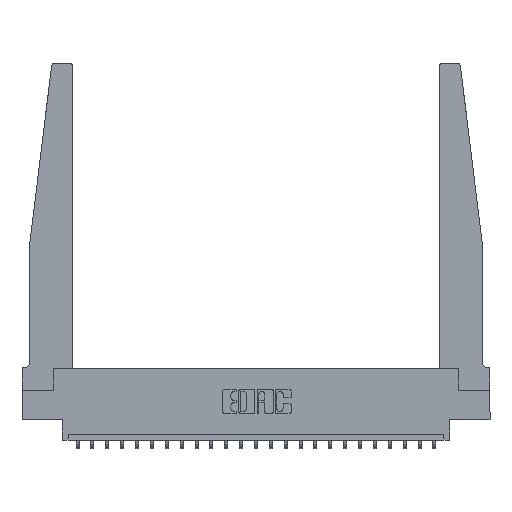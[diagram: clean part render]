
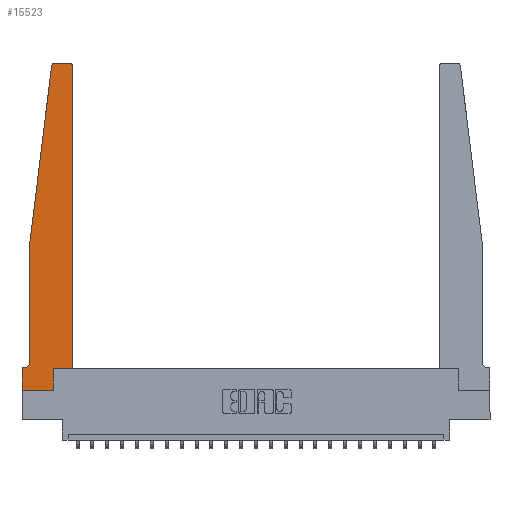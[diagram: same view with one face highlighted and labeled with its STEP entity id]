
A CAD part, top view. The second image highlights one B-rep face of the part: STEP entity #15523.
In plain terms, the highlighted planar face has unit normal (0, 0, 1).
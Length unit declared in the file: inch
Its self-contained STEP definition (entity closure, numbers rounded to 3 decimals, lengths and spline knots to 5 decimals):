
#209 = ORIENTED_EDGE ( 'NONE', *, *, #22268, .T. ) ;
#703 = VECTOR ( 'NONE', #7361, 39.37008 ) ;
#795 = DIRECTION ( 'NONE',  ( 1., 0., 0. ) ) ;
#814 = VERTEX_POINT ( 'NONE', #15714 ) ;
#989 = ORIENTED_EDGE ( 'NONE', *, *, #10252, .T. ) ;
#1208 = EDGE_CURVE ( 'NONE', #20164, #19044, #13821, .T. ) ;
#1217 = VERTEX_POINT ( 'NONE', #20988 ) ;
#1440 = LINE ( 'NONE', #8605, #13926 ) ;
#1599 = VECTOR ( 'NONE', #7575, 39.37008 ) ;
#1744 = VERTEX_POINT ( 'NONE', #16238 ) ;
#1811 = CARTESIAN_POINT ( 'NONE',  ( 0.425, 0.18, 0.37 ) ) ;
#2519 = ORIENTED_EDGE ( 'NONE', *, *, #4400, .T. ) ;
#2595 = VECTOR ( 'NONE', #4796, 39.37008 ) ;
#2766 = CARTESIAN_POINT ( 'NONE',  ( 0., 0.1875, 0.37 ) ) ;
#2925 = ORIENTED_EDGE ( 'NONE', *, *, #19367, .T. ) ;
#3164 = VERTEX_POINT ( 'NONE', #7984 ) ;
#3247 = VERTEX_POINT ( 'NONE', #22179 ) ;
#3324 = LINE ( 'NONE', #12477, #22300 ) ;
#3456 = AXIS2_PLACEMENT_3D ( 'NONE', #3566, #7086, #14121 ) ;
#3566 = CARTESIAN_POINT ( 'NONE',  ( 0.015, 0.2375, 0.37 ) ) ;
#3570 = CARTESIAN_POINT ( 'NONE',  ( 0.065, 1.25, 0.37 ) ) ;
#3704 = LINE ( 'NONE', #12862, #9905 ) ;
#3740 = ORIENTED_EDGE ( 'NONE', *, *, #16462, .T. ) ;
#4103 = CARTESIAN_POINT ( 'NONE',  ( 0.27653, 2.72, 0.37 ) ) ;
#4259 = VECTOR ( 'NONE', #15873, 39.37008 ) ;
#4400 = EDGE_CURVE ( 'NONE', #9029, #15134, #3324, .T. ) ;
#4796 = DIRECTION ( 'NONE',  ( 1., 0., 0. ) ) ;
#5067 = DIRECTION ( 'NONE',  ( 0., -1., 0. ) ) ;
#5586 = CARTESIAN_POINT ( 'NONE',  ( 0., 0., 0.37 ) ) ;
#5988 = CARTESIAN_POINT ( 'NONE',  ( 0.425, 2.72, 0.37 ) ) ;
#6793 = CARTESIAN_POINT ( 'NONE',  ( 0.425, 0.18, 0.37 ) ) ;
#7077 = DIRECTION ( 'NONE',  ( -1., 0., 0. ) ) ;
#7086 = DIRECTION ( 'NONE',  ( 0., 0., -1. ) ) ;
#7271 = CARTESIAN_POINT ( 'NONE',  ( 0.065, 0.2375, 0.37 ) ) ;
#7361 = DIRECTION ( 'NONE',  ( -1., 0., 0. ) ) ;
#7448 = CIRCLE ( 'NONE', #21700, 0.03 ) ;
#7552 = FACE_OUTER_BOUND ( 'NONE', #9442, .T. ) ;
#7575 = DIRECTION ( 'NONE',  ( 0., 1., 0. ) ) ;
#7984 = CARTESIAN_POINT ( 'NONE',  ( 0.065, 1.25, 0.37 ) ) ;
#8605 = CARTESIAN_POINT ( 'NONE',  ( 0., 0., 0.37 ) ) ;
#8985 = DIRECTION ( 'NONE',  ( 1., 0., 0. ) ) ;
#9029 = VERTEX_POINT ( 'NONE', #9362 ) ;
#9362 = CARTESIAN_POINT ( 'NONE',  ( 0.395, 2.75, 0.37 ) ) ;
#9442 = EDGE_LOOP ( 'NONE', ( #2519, #11817, #3740, #209, #21169, #19962, #2925, #15843, #19787, #12753, #11473, #989 ) ) ;
#9840 = VERTEX_POINT ( 'NONE', #7271 ) ;
#9905 = VECTOR ( 'NONE', #19779, 39.37008 ) ;
#10077 = CIRCLE ( 'NONE', #12300, 0.03 ) ;
#10131 = LINE ( 'NONE', #17147, #15872 ) ;
#10252 = EDGE_CURVE ( 'NONE', #21323, #9029, #10077, .T. ) ;
#10372 = VERTEX_POINT ( 'NONE', #2766 ) ;
#11227 = EDGE_CURVE ( 'NONE', #15134, #814, #7448, .T. ) ;
#11473 = ORIENTED_EDGE ( 'NONE', *, *, #20384, .T. ) ;
#11494 = EDGE_CURVE ( 'NONE', #3247, #10372, #23090, .T. ) ;
#11817 = ORIENTED_EDGE ( 'NONE', *, *, #11227, .T. ) ;
#12300 = AXIS2_PLACEMENT_3D ( 'NONE', #16511, #13346, #22030 ) ;
#12477 = CARTESIAN_POINT ( 'NONE',  ( 0.25, 2.75, 0.37 ) ) ;
#12753 = ORIENTED_EDGE ( 'NONE', *, *, #1208, .T. ) ;
#12862 = CARTESIAN_POINT ( 'NONE',  ( 0.2605, 0.18, 0.37 ) ) ;
#13346 = DIRECTION ( 'NONE',  ( 0., 0., 1. ) ) ;
#13713 = CARTESIAN_POINT ( 'NONE',  ( 0.425, 0.18, 0.37 ) ) ;
#13821 = LINE ( 'NONE', #13713, #2595 ) ;
#13926 = VECTOR ( 'NONE', #20698, 39.37008 ) ;
#14121 = DIRECTION ( 'NONE',  ( -1., 0., 0. ) ) ;
#14496 = LINE ( 'NONE', #6793, #1599 ) ;
#14610 = LINE ( 'NONE', #5586, #14716 ) ;
#14702 = PLANE ( 'NONE',  #22211 ) ;
#14716 = VECTOR ( 'NONE', #8985, 39.37008 ) ;
#14901 = CARTESIAN_POINT ( 'NONE',  ( 0.2605, 0.18, 0.37 ) ) ;
#14935 = CARTESIAN_POINT ( 'NONE',  ( 0., 0.1875, 0.37 ) ) ;
#15134 = VERTEX_POINT ( 'NONE', #16609 ) ;
#15389 = EDGE_CURVE ( 'NONE', #9840, #3247, #15809, .T. ) ;
#15523 = ADVANCED_FACE ( 'NONE', ( #7552 ), #14702, .T. ) ;
#15714 = CARTESIAN_POINT ( 'NONE',  ( 0.24675, 2.72367, 0.37 ) ) ;
#15809 = CIRCLE ( 'NONE', #3456, 0.05 ) ;
#15843 = ORIENTED_EDGE ( 'NONE', *, *, #20450, .T. ) ;
#15872 = VECTOR ( 'NONE', #5067, 39.37008 ) ;
#15873 = DIRECTION ( 'NONE',  ( -0.122, -0.992, 0. ) ) ;
#16238 = CARTESIAN_POINT ( 'NONE',  ( 0., 0., 0.37 ) ) ;
#16462 = EDGE_CURVE ( 'NONE', #814, #3164, #17644, .T. ) ;
#16511 = CARTESIAN_POINT ( 'NONE',  ( 0.395, 2.72, 0.37 ) ) ;
#16609 = CARTESIAN_POINT ( 'NONE',  ( 0.27653, 2.75, 0.37 ) ) ;
#17147 = CARTESIAN_POINT ( 'NONE',  ( 0.065, 1.25, 0.37 ) ) ;
#17644 = LINE ( 'NONE', #3570, #4259 ) ;
#19044 = VERTEX_POINT ( 'NONE', #1811 ) ;
#19367 = EDGE_CURVE ( 'NONE', #10372, #1744, #1440, .T. ) ;
#19779 = DIRECTION ( 'NONE',  ( 0., 1., 0. ) ) ;
#19787 = ORIENTED_EDGE ( 'NONE', *, *, #22189, .T. ) ;
#19962 = ORIENTED_EDGE ( 'NONE', *, *, #11494, .T. ) ;
#20164 = VERTEX_POINT ( 'NONE', #14901 ) ;
#20218 = DIRECTION ( 'NONE',  ( 0., 0., 1. ) ) ;
#20289 = DIRECTION ( 'NONE',  ( 0., 0., 1. ) ) ;
#20384 = EDGE_CURVE ( 'NONE', #19044, #21323, #14496, .T. ) ;
#20450 = EDGE_CURVE ( 'NONE', #1744, #1217, #14610, .T. ) ;
#20698 = DIRECTION ( 'NONE',  ( 0., -1., 0. ) ) ;
#20988 = CARTESIAN_POINT ( 'NONE',  ( 0.2605, 0., 0.37 ) ) ;
#21169 = ORIENTED_EDGE ( 'NONE', *, *, #15389, .T. ) ;
#21323 = VERTEX_POINT ( 'NONE', #5988 ) ;
#21700 = AXIS2_PLACEMENT_3D ( 'NONE', #4103, #20289, #795 ) ;
#21867 = DIRECTION ( 'NONE',  ( 1., 0., 0. ) ) ;
#22030 = DIRECTION ( 'NONE',  ( 1., 0., 0. ) ) ;
#22179 = CARTESIAN_POINT ( 'NONE',  ( 0.015, 0.1875, 0.37 ) ) ;
#22189 = EDGE_CURVE ( 'NONE', #1217, #20164, #3704, .T. ) ;
#22211 = AXIS2_PLACEMENT_3D ( 'NONE', #14935, #20218, #21867 ) ;
#22268 = EDGE_CURVE ( 'NONE', #3164, #9840, #10131, .T. ) ;
#22300 = VECTOR ( 'NONE', #7077, 39.37008 ) ;
#23090 = LINE ( 'NONE', #23202, #703 ) ;
#23202 = CARTESIAN_POINT ( 'NONE',  ( 0.065, 0.1875, 0.37 ) ) ;
